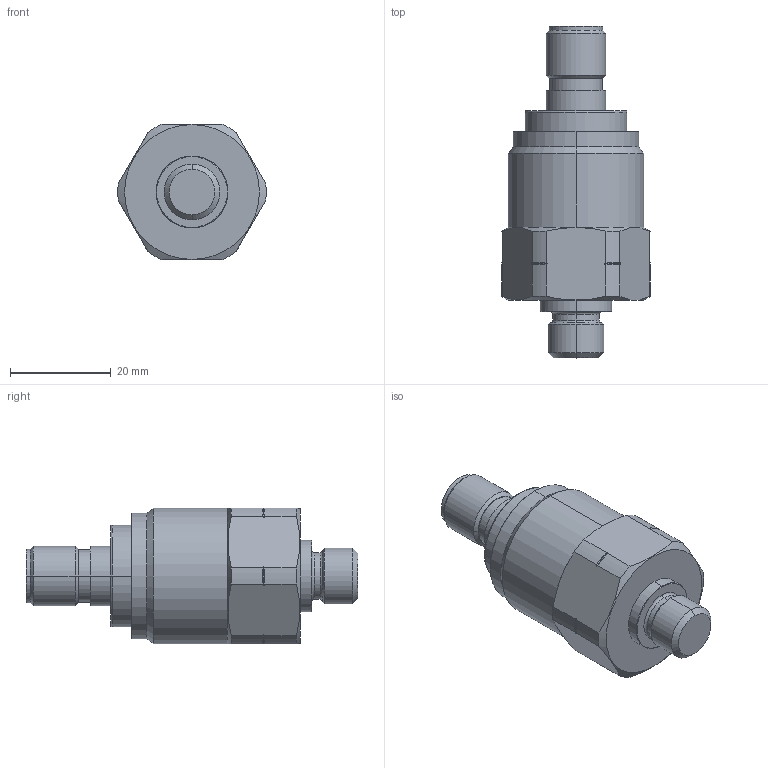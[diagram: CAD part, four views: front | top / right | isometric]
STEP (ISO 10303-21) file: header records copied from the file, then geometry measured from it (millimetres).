
FILE_DESCRIPTION (( 'STEP AP214' ), '1' );
FILE_NAME ('847X.XX.X9.42.35.STEP', '2017-06-26T11:43:36', ( 'upgadmin' ), ( 'Hewlett-Packard Company' ), 'SwSTEP 2.0', 'SolidWorks 2016', '' );
FILE_SCHEMA (( 'AUTOMOTIVE_DESIGN' ));
Length unit declared in the file: millimetre
Products named in the file (5): C27247_defeatured; M12x1; 847X.XX.X9.42.35
Assembly tree (2 placements, depth 2):
  C27247_defeatured
  847X.XX.X9.42.35
    M12x1
    C27247_defeatured
  M12x1
Bounding box: 29.48 x 65.94 x 27 mm (x, y, z)
Volume: 23065.6 mm3; surface area: 7734.9 mm2
Topology: 2 solids, 2 shells, 141 faces, 312 edges, 192 vertices
Faces by surface type: cylinder 53, torus 38, plane 30, cone 20
Entity records: 4687 total; most frequent: CARTESIAN_POINT 955, DIRECTION 744, ORIENTED_EDGE 624, AXIS2_PLACEMENT_3D 325, EDGE_CURVE 312, VERTEX_POINT 192, CIRCLE 178, EDGE_LOOP 158
